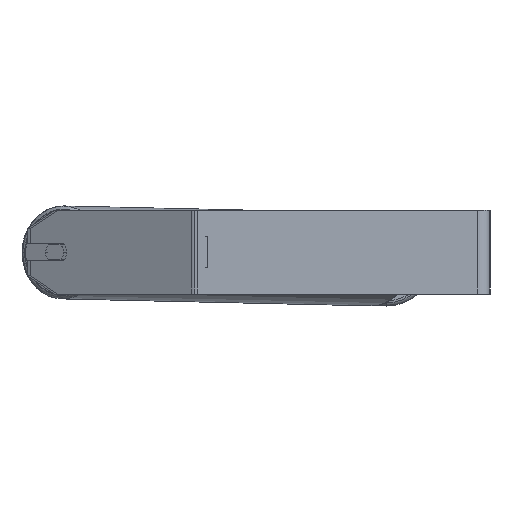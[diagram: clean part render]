
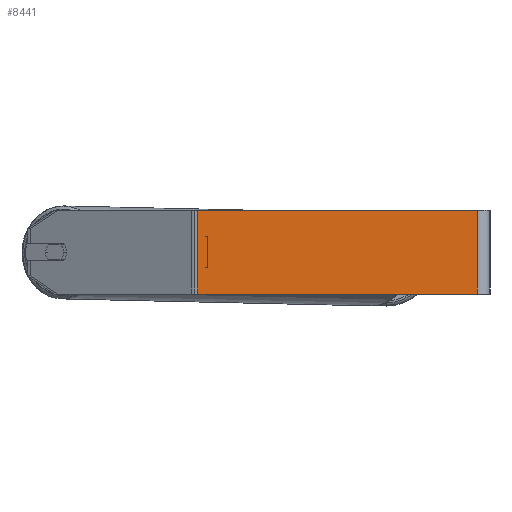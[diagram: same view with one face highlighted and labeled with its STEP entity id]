
A CAD part, left-side view. The second image highlights one B-rep face of the part: STEP entity #8441.
In plain terms, the highlighted planar face has unit normal (-1, 0, 0).
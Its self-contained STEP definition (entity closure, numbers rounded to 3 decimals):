
#488 = DIRECTION ( 'NONE',  ( 0., 0., -1. ) ) ;
#549 = ORIENTED_EDGE ( 'NONE', *, *, #1528, .T. ) ;
#714 = ORIENTED_EDGE ( 'NONE', *, *, #2254, .T. ) ;
#974 = VERTEX_POINT ( 'NONE', #2258 ) ;
#1027 = LINE ( 'NONE', #4476, #2375 ) ;
#1187 = PLANE ( 'NONE',  #8717 ) ;
#1289 = VERTEX_POINT ( 'NONE', #3692 ) ;
#1528 = EDGE_CURVE ( 'NONE', #4375, #974, #1027, .T. ) ;
#1657 = DIRECTION ( 'NONE',  ( 0., -1., 0. ) ) ;
#2096 = ORIENTED_EDGE ( 'NONE', *, *, #6145, .F. ) ;
#2254 = EDGE_CURVE ( 'NONE', #3288, #4375, #7467, .T. ) ;
#2258 = CARTESIAN_POINT ( 'NONE',  ( -945., 12., -40. ) ) ;
#2375 = VECTOR ( 'NONE', #1657, 1000. ) ;
#2940 = LINE ( 'NONE', #4964, #8145 ) ;
#3288 = VERTEX_POINT ( 'NONE', #3334 ) ;
#3316 = CARTESIAN_POINT ( 'NONE',  ( -945., 280.057, 40. ) ) ;
#3334 = CARTESIAN_POINT ( 'NONE',  ( -945., 280.057, 40. ) ) ;
#3449 = DIRECTION ( 'NONE',  ( 0., 0., -1. ) ) ;
#3692 = CARTESIAN_POINT ( 'NONE',  ( -945., 12., 40. ) ) ;
#4375 = VERTEX_POINT ( 'NONE', #7509 ) ;
#4476 = CARTESIAN_POINT ( 'NONE',  ( -945., 283.272, -40. ) ) ;
#4678 = CARTESIAN_POINT ( 'NONE',  ( -945., 283.272, 40. ) ) ;
#4924 = ORIENTED_EDGE ( 'NONE', *, *, #8083, .F. ) ;
#4964 = CARTESIAN_POINT ( 'NONE',  ( -945., 283.272, 40. ) ) ;
#5418 = EDGE_LOOP ( 'NONE', ( #549, #4924, #2096, #714 ) ) ;
#5453 = VECTOR ( 'NONE', #488, 1000. ) ;
#5799 = VECTOR ( 'NONE', #3449, 1000. ) ;
#6145 = EDGE_CURVE ( 'NONE', #3288, #1289, #2940, .T. ) ;
#6584 = DIRECTION ( 'NONE',  ( 0., 0., -1. ) ) ;
#7216 = CARTESIAN_POINT ( 'NONE',  ( -945., 12., 40. ) ) ;
#7341 = FACE_OUTER_BOUND ( 'NONE', #5418, .T. ) ;
#7348 = LINE ( 'NONE', #7216, #5453 ) ;
#7467 = LINE ( 'NONE', #3316, #5799 ) ;
#7509 = CARTESIAN_POINT ( 'NONE',  ( -945., 280.057, -40. ) ) ;
#7966 = DIRECTION ( 'NONE',  ( 1., 0., 0. ) ) ;
#8083 = EDGE_CURVE ( 'NONE', #1289, #974, #7348, .T. ) ;
#8145 = VECTOR ( 'NONE', #8378, 1000. ) ;
#8378 = DIRECTION ( 'NONE',  ( 0., -1., 0. ) ) ;
#8441 = ADVANCED_FACE ( 'NONE', ( #7341 ), #1187, .F. ) ;
#8717 = AXIS2_PLACEMENT_3D ( 'NONE', #4678, #7966, #6584 ) ;
